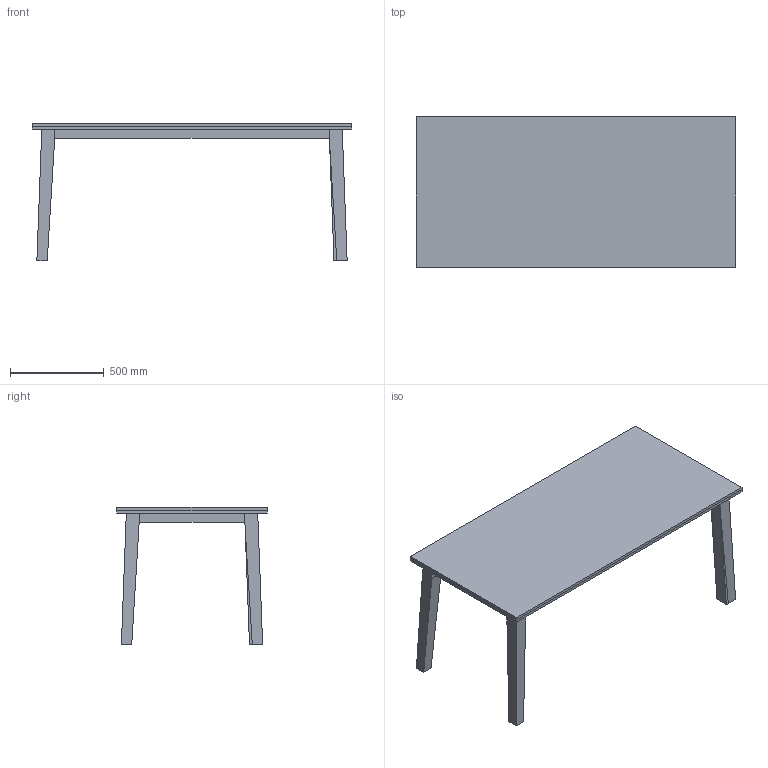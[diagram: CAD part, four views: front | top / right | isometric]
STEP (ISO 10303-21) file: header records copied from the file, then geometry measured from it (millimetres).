
FILE_DESCRIPTION(('FreeCAD Model'),'2;1');
FILE_NAME('Open CASCADE Shape Model','2022-10-29T11:43:43',('Author'),( ''),'Open CASCADE STEP processor 7.5','FreeCAD','Unknown');
FILE_SCHEMA(('AUTOMOTIVE_DESIGN { 1 0 10303 214 1 1 1 1 }'));
Length unit declared in the file: millimetre
Products named in the file (24): table; top; Sketch; Pad; leg; Sketch001; Pad001; stretcherS; DatumPlane; Sketch002; Pad002; stretcherL; DatumPlane001; Sketch003; Pad003; leg (Mirror #1); leg (Mirror #2); leg (Mirror #3); stretcherS (Mirror #4); stretcherL (Mirror #5); Chamfer001; DatumPlane002; Sketch004; Chamfer
Assembly tree (24 placements, depth 2):
  table
    top
    Sketch
    Pad
    leg
    Sketch001
    Pad001
    stretcherS
    DatumPlane
    Sketch002  x2
    Pad002
    stretcherL
    DatumPlane001
    Sketch003
    Pad003
    leg (Mirror #1)
    leg (Mirror #2)
    leg (Mirror #3)
    stretcherS (Mirror #4)
    stretcherL (Mirror #5)
    Chamfer001
    DatumPlane002
    Sketch004
    Chamfer
Bounding box: 1700 x 800 x 730 mm (x, y, z)
Volume: 143813434.4 mm3; surface area: 10489761.7 mm2
Topology: 15 solids, 15 shells, 108 faces, 244 edges, 189 vertices
Faces by surface type: plane 108
Entity records: 6394 total; most frequent: CARTESIAN_POINT 996, DIRECTION 948, LINE 682, VECTOR 682, ORIENTED_EDGE 442, PCURVE 442, DEFINITIONAL_REPRESENTATION 442, EDGE_CURVE 221
